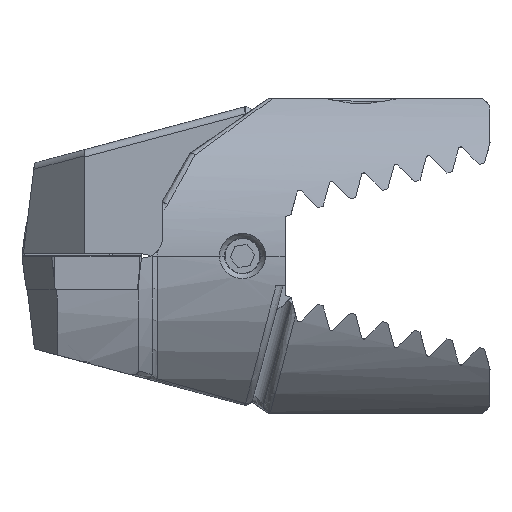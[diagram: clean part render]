
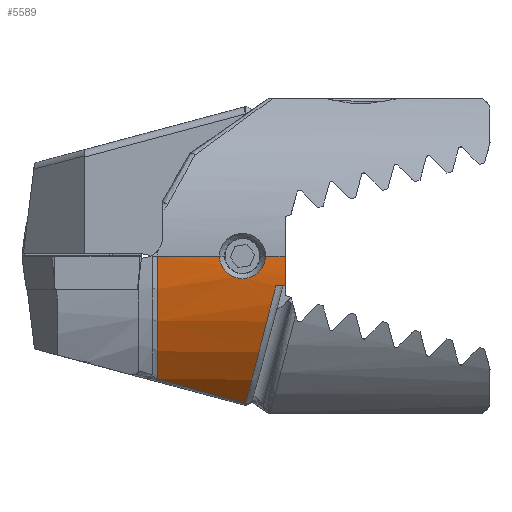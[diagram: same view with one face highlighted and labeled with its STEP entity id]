
A CAD part, left-side view. The second image highlights one B-rep face of the part: STEP entity #5589.
In plain terms, the highlighted cylindrical face has radius 27.5 mm (diameter 55 mm), a partial arc.
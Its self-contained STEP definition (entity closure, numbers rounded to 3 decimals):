
#280 = DIRECTION ( 'NONE',  ( 0., -1., 0. ) ) ;
#409 = ORIENTED_EDGE ( 'NONE', *, *, #10176, .T. ) ;
#615 = EDGE_CURVE ( 'NONE', #2773, #13419, #5809, .T. ) ;
#987 = CARTESIAN_POINT ( 'NONE',  ( 4.922, -31.833, -3.072 ) ) ;
#1026 = CARTESIAN_POINT ( 'NONE',  ( 4.796, -28.187, -1.603 ) ) ;
#1376 = EDGE_CURVE ( 'NONE', #10597, #2773, #7148, .T. ) ;
#1450 = AXIS2_PLACEMENT_3D ( 'NONE', #11674, #8455, #6306 ) ;
#2080 = CARTESIAN_POINT ( 'NONE',  ( 4.762, -34.143, -0.834 ) ) ;
#2096 = VECTOR ( 'NONE', #7070, 1000. ) ;
#2134 = CARTESIAN_POINT ( 'NONE',  ( 4.933, -31.207, -3.171 ) ) ;
#2188 = CARTESIAN_POINT ( 'NONE',  ( 4.769, -27.92, -1.035 ) ) ;
#2773 = VERTEX_POINT ( 'NONE', #4210 ) ;
#2860 = EDGE_LOOP ( 'NONE', ( #13807, #9658, #409, #7168, #11359, #13506, #11511, #3685 ) ) ;
#3108 = CARTESIAN_POINT ( 'NONE',  ( 4.75, 1.4, 0. ) ) ;
#3124 = CARTESIAN_POINT ( 'NONE',  ( 6.074, -34.033, -10.679 ) ) ;
#3137 = CARTESIAN_POINT ( 'NONE',  ( 9.237, -32.55, -16.421 ) ) ;
#3167 = CARTESIAN_POINT ( 'NONE',  ( 14.179, -31.438, -20.729 ) ) ;
#3168 = CARTESIAN_POINT ( 'NONE',  ( 4.786, -33.914, -1.421 ) ) ;
#3217 = CARTESIAN_POINT ( 'NONE',  ( 5.073, -35.706, -4.2 ) ) ;
#3218 = CARTESIAN_POINT ( 'NONE',  ( 4.931, -30.579, -3.151 ) ) ;
#3222 = CARTESIAN_POINT ( 'NONE',  ( 4.75, -19.014, 0. ) ) ;
#3233 = DIRECTION ( 'NONE',  ( 0., 1., 0. ) ) ;
#3260 = CARTESIAN_POINT ( 'NONE',  ( 4.752, -27.771, -0.42 ) ) ;
#3685 = ORIENTED_EDGE ( 'NONE', *, *, #9707, .F. ) ;
#4210 = CARTESIAN_POINT ( 'NONE',  ( 14.179, -31.438, -20.729 ) ) ;
#4234 = VECTOR ( 'NONE', #10714, 1000. ) ;
#4248 = CARTESIAN_POINT ( 'NONE',  ( 4.819, -33.572, -1.951 ) ) ;
#4296 = CARTESIAN_POINT ( 'NONE',  ( 4.915, -29.961, -3.012 ) ) ;
#4337 = CARTESIAN_POINT ( 'NONE',  ( 4.75, -27.75, 0. ) ) ;
#4623 = VERTEX_POINT ( 'NONE', #12889 ) ;
#4954 = CARTESIAN_POINT ( 'NONE',  ( 5.073, -35.706, -4.2 ) ) ;
#5071 = CIRCLE ( 'NONE', #8084, 27.5 ) ;
#5301 = CARTESIAN_POINT ( 'NONE',  ( 4.75, -34.25, 0. ) ) ;
#5348 = CARTESIAN_POINT ( 'NONE',  ( 4.855, -33.131, -2.405 ) ) ;
#5404 = CARTESIAN_POINT ( 'NONE',  ( 4.889, -29.385, -2.761 ) ) ;
#5428 = VERTEX_POINT ( 'NONE', #8196 ) ;
#5495 = LINE ( 'NONE', #9756, #10933 ) ;
#5589 = ADVANCED_FACE ( 'NONE', ( #6870 ), #9384, .T. ) ;
#5800 = EDGE_CURVE ( 'NONE', #7528, #10597, #5071, .T. ) ;
#5809 =( BOUNDED_CURVE ( )  B_SPLINE_CURVE ( 3, ( #3167, #3137, #3124, #3217 ),
 .UNSPECIFIED., .F., .T. ) 
 B_SPLINE_CURVE_WITH_KNOTS ( ( 4, 4 ),
 ( 0.717, 1.417 ),
 .UNSPECIFIED. ) 
 CURVE ( )  GEOMETRIC_REPRESENTATION_ITEM ( )  RATIONAL_B_SPLINE_CURVE ( ( 1., 0.96, 0.96, 1. ) ) 
 REPRESENTATION_ITEM ( '' )  );
#5927 = CARTESIAN_POINT ( 'NONE',  ( 4.75, 1.4, 0. ) ) ;
#6306 = DIRECTION ( 'NONE',  ( -1., 0., 0. ) ) ;
#6492 = CARTESIAN_POINT ( 'NONE',  ( 4.889, -32.614, -2.761 ) ) ;
#6537 = CARTESIAN_POINT ( 'NONE',  ( 4.855, -28.865, -2.401 ) ) ;
#6870 = FACE_OUTER_BOUND ( 'NONE', #2860, .T. ) ;
#6920 = CARTESIAN_POINT ( 'NONE',  ( 32.25, -19.014, 0. ) ) ;
#7070 = DIRECTION ( 'NONE',  ( 0., 1., 0. ) ) ;
#7148 =( BOUNDED_CURVE ( )  B_SPLINE_CURVE ( 3, ( #13356, #8323, #13882, #12380 ),
 .UNSPECIFIED., .F., .T. ) 
 B_SPLINE_CURVE_WITH_KNOTS ( ( 4, 4 ),
 ( 2.25, 2.425 ),
 .UNSPECIFIED. ) 
 CURVE ( )  GEOMETRIC_REPRESENTATION_ITEM ( )  RATIONAL_B_SPLINE_CURVE ( ( 1., 0.997, 0.997, 1. ) ) 
 REPRESENTATION_ITEM ( '' )  );
#7168 = ORIENTED_EDGE ( 'NONE', *, *, #9440, .T. ) ;
#7335 = AXIS2_PLACEMENT_3D ( 'NONE', #9763, #3233, #10838 ) ;
#7513 = CARTESIAN_POINT ( 'NONE',  ( 4.75, -37., 0. ) ) ;
#7528 = VERTEX_POINT ( 'NONE', #3222 ) ;
#7601 = CARTESIAN_POINT ( 'NONE',  ( 4.915, -32.034, -3.013 ) ) ;
#7653 = CARTESIAN_POINT ( 'NONE',  ( 4.819, -28.426, -1.949 ) ) ;
#8005 = DIRECTION ( 'NONE',  ( -1., 0., 0. ) ) ;
#8084 = AXIS2_PLACEMENT_3D ( 'NONE', #6920, #280, #8005 ) ;
#8196 = CARTESIAN_POINT ( 'NONE',  ( 4.75, -34.25, 0. ) ) ;
#8323 = CARTESIAN_POINT ( 'NONE',  ( 11.86, -23.499, -18.521 ) ) ;
#8455 = DIRECTION ( 'NONE',  ( 0., 1., 0. ) ) ;
#8634 = CARTESIAN_POINT ( 'NONE',  ( 4.752, -34.228, -0.422 ) ) ;
#8686 = CARTESIAN_POINT ( 'NONE',  ( 4.931, -31.42, -3.151 ) ) ;
#8733 = CARTESIAN_POINT ( 'NONE',  ( 4.786, -28.086, -1.421 ) ) ;
#8885 = CIRCLE ( 'NONE', #7335, 27.5 ) ;
#9121 = B_SPLINE_CURVE_WITH_KNOTS ( 'NONE', 3,
 ( #5301, #11803, #8634, #2080, #9713, #3168, #10776, #4248, #11857, #5348, #12928, #6492, #13961, #7601, #987, #8686, #2134, #9750, #3218, #10820, #4296, #11902, #5404, #12971, #6537, #14013, #7653, #1026, #8733, #2188, #9797, #3260, #10874, #4337 ),
 .UNSPECIFIED., .F., .F.,
 ( 4, 2, 2, 2, 2, 2, 2, 2, 2, 2, 2, 2, 2, 2, 2, 2, 4 ),
 ( 0.005, 0.006, 0.006, 0.007, 0.008, 0.008, 0.009, 0.009, 0.01, 0.011, 0.011, 0.012, 0.013, 0.013, 0.014, 0.014, 0.015 ),
 .UNSPECIFIED. ) ;
#9384 = CYLINDRICAL_SURFACE ( 'NONE', #1450, 27.5 ) ;
#9440 = EDGE_CURVE ( 'NONE', #4623, #7528, #10765, .T. ) ;
#9658 = ORIENTED_EDGE ( 'NONE', *, *, #13023, .T. ) ;
#9707 = EDGE_CURVE ( 'NONE', #9818, #13419, #5495, .T. ) ;
#9713 = CARTESIAN_POINT ( 'NONE',  ( 4.769, -34.08, -1.034 ) ) ;
#9750 = CARTESIAN_POINT ( 'NONE',  ( 4.933, -30.788, -3.17 ) ) ;
#9756 = CARTESIAN_POINT ( 'NONE',  ( 5.073, 1.4, -4.2 ) ) ;
#9763 = CARTESIAN_POINT ( 'NONE',  ( 32.25, -37., 0. ) ) ;
#9797 = CARTESIAN_POINT ( 'NONE',  ( 4.762, -27.856, -0.831 ) ) ;
#9818 = VERTEX_POINT ( 'NONE', #9909 ) ;
#9909 = CARTESIAN_POINT ( 'NONE',  ( 5.073, -37., -4.2 ) ) ;
#10073 = LINE ( 'NONE', #3108, #4234 ) ;
#10176 = EDGE_CURVE ( 'NONE', #5428, #4623, #9121, .T. ) ;
#10597 = VERTEX_POINT ( 'NONE', #11352 ) ;
#10714 = DIRECTION ( 'NONE',  ( 0., 1., 0. ) ) ;
#10765 = LINE ( 'NONE', #5927, #2096 ) ;
#10776 = CARTESIAN_POINT ( 'NONE',  ( 4.796, -33.811, -1.607 ) ) ;
#10820 = CARTESIAN_POINT ( 'NONE',  ( 4.922, -30.164, -3.071 ) ) ;
#10827 = DIRECTION ( 'NONE',  ( 0., 1., 0. ) ) ;
#10838 = DIRECTION ( 'NONE',  ( 0., 0., -1. ) ) ;
#10874 = CARTESIAN_POINT ( 'NONE',  ( 4.75, -27.75, -0.212 ) ) ;
#10933 = VECTOR ( 'NONE', #10827, 1000. ) ;
#11352 = CARTESIAN_POINT ( 'NONE',  ( 10.853, -19.014, -17.275 ) ) ;
#11359 = ORIENTED_EDGE ( 'NONE', *, *, #5800, .T. ) ;
#11511 = ORIENTED_EDGE ( 'NONE', *, *, #615, .T. ) ;
#11525 = VERTEX_POINT ( 'NONE', #7513 ) ;
#11674 = CARTESIAN_POINT ( 'NONE',  ( 32.25, 1.4, 0. ) ) ;
#11803 = CARTESIAN_POINT ( 'NONE',  ( 4.75, -34.25, -0.209 ) ) ;
#11857 = CARTESIAN_POINT ( 'NONE',  ( 4.831, -33.436, -2.111 ) ) ;
#11902 = CARTESIAN_POINT ( 'NONE',  ( 4.899, -29.573, -2.857 ) ) ;
#12380 = CARTESIAN_POINT ( 'NONE',  ( 14.179, -31.438, -20.729 ) ) ;
#12889 = CARTESIAN_POINT ( 'NONE',  ( 4.75, -27.75, 0. ) ) ;
#12928 = CARTESIAN_POINT ( 'NONE',  ( 4.867, -32.966, -2.534 ) ) ;
#12971 = CARTESIAN_POINT ( 'NONE',  ( 4.867, -29.029, -2.531 ) ) ;
#13023 = EDGE_CURVE ( 'NONE', #11525, #5428, #10073, .T. ) ;
#13356 = CARTESIAN_POINT ( 'NONE',  ( 10.853, -19.014, -17.275 ) ) ;
#13419 = VERTEX_POINT ( 'NONE', #4954 ) ;
#13506 = ORIENTED_EDGE ( 'NONE', *, *, #1376, .T. ) ;
#13708 = EDGE_CURVE ( 'NONE', #9818, #11525, #8885, .T. ) ;
#13807 = ORIENTED_EDGE ( 'NONE', *, *, #13708, .T. ) ;
#13882 = CARTESIAN_POINT ( 'NONE',  ( 12.971, -27.65, -19.676 ) ) ;
#13961 = CARTESIAN_POINT ( 'NONE',  ( 4.899, -32.424, -2.858 ) ) ;
#14013 = CARTESIAN_POINT ( 'NONE',  ( 4.831, -28.564, -2.111 ) ) ;
